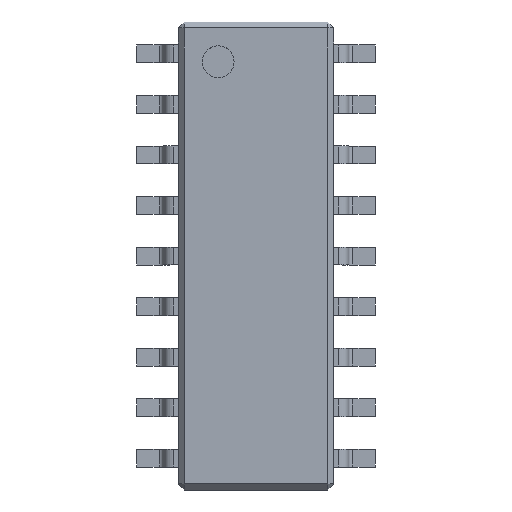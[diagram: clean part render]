
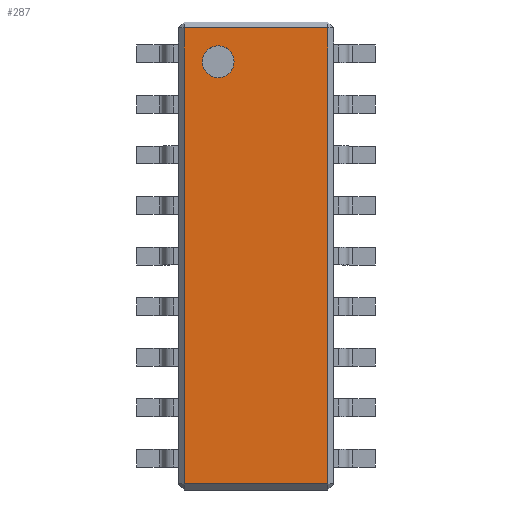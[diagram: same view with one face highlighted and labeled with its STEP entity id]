
A CAD part, top view. The second image highlights one B-rep face of the part: STEP entity #287.
In plain terms, the highlighted planar face has unit normal (0, 0, 1).
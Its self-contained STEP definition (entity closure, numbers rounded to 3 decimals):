
#13=DIRECTION('',(0.,0.,1.));
#14=DIRECTION('',(1.,0.,0.));
#81=VECTOR('',#82,1.);
#82=DIRECTION('',(0.,1.,0.));
#156=VERTEX_POINT('',#157);
#157=CARTESIAN_POINT('',(-1.8,-5.73,1.75));
#165=VERTEX_POINT('',#166);
#166=CARTESIAN_POINT('',(-1.8,5.73,1.75));
#171=ORIENTED_EDGE('',*,*,#172,.F.);
#172=EDGE_CURVE('',#156,#165,#173,.T.);
#173=LINE('',#174,#81);
#174=CARTESIAN_POINT('',(-1.8,-5.88,1.75));
#244=VECTOR('',#14,1.);
#287=ADVANCED_FACE('',(#288,#306),#315,.T.);
#288=FACE_BOUND('',#289,.T.);
#289=EDGE_LOOP('',(#171,#290,#296,#302));
#290=ORIENTED_EDGE('',*,*,#291,.T.);
#291=EDGE_CURVE('',#156,#292,#294,.T.);
#292=VERTEX_POINT('',#293);
#293=CARTESIAN_POINT('',(1.8,-5.73,1.75));
#294=LINE('',#295,#244);
#295=CARTESIAN_POINT('',(-1.95,-5.73,1.75));
#296=ORIENTED_EDGE('',*,*,#297,.T.);
#297=EDGE_CURVE('',#292,#298,#300,.T.);
#298=VERTEX_POINT('',#299);
#299=CARTESIAN_POINT('',(1.8,5.73,1.75));
#300=LINE('',#301,#81);
#301=CARTESIAN_POINT('',(1.8,-5.88,1.75));
#302=ORIENTED_EDGE('',*,*,#303,.F.);
#303=EDGE_CURVE('',#165,#298,#304,.T.);
#304=LINE('',#305,#244);
#305=CARTESIAN_POINT('',(-1.95,5.73,1.75));
#306=FACE_BOUND('',#307,.T.);
#307=EDGE_LOOP('',(#308));
#308=ORIENTED_EDGE('',*,*,#309,.F.);
#309=EDGE_CURVE('',#310,#310,#312,.T.);
#310=VERTEX_POINT('',#311);
#311=CARTESIAN_POINT('',(-0.55,4.88,1.75));
#312=CIRCLE('',#313,0.4);
#313=AXIS2_PLACEMENT_3D('',#314,#13,#14);
#314=CARTESIAN_POINT('',(-0.95,4.88,1.75));
#315=PLANE('',#316);
#316=AXIS2_PLACEMENT_3D('',#317,#13,#14);
#317=CARTESIAN_POINT('',(-1.95,-5.88,1.75));
